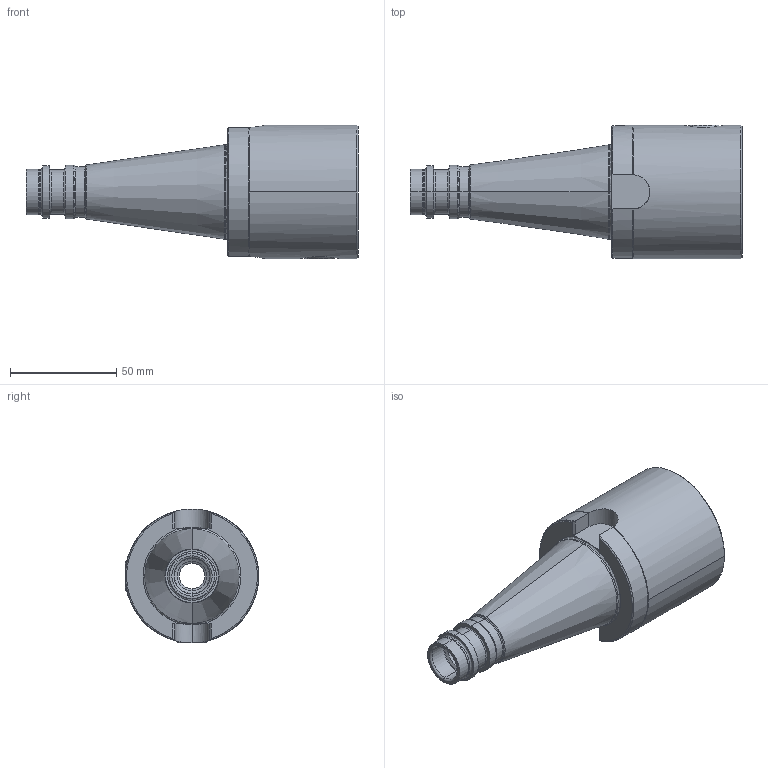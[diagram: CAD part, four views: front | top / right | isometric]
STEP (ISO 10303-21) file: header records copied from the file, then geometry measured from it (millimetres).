
FILE_DESCRIPTION (( 'STEP AP214' ), '1' );
FILE_NAME ('A54.400.063.063.STEP', '2017-02-14T07:48:01', ( 'SWIAdmin' ), ( 'Hewlett-Packard Company' ), 'SwSTEP 2.0', 'SolidWorks 2015', '' );
FILE_SCHEMA (( 'AUTOMOTIVE_DESIGN' ));
Length unit declared in the file: millimetre
Products named in the file (3): WH6-ER1.001.021; SZ4-WH6.K01.063_B; A54.400.063.063
Assembly tree (3 placements, depth 2):
  A54.400.063.063
    SZ4-WH6.K01.063_B
    WH6-ER1.001.021  x2
Bounding box: 156.4 x 63 x 63 mm (x, y, z)
Volume: 207873.5 mm3; surface area: 40045 mm2
Topology: 3 solids, 3 shells, 161 faces, 363 edges, 207 vertices
Faces by surface type: plane 47, cylinder 43, torus 36, cone 35
Entity records: 4412 total; most frequent: CARTESIAN_POINT 1207, DIRECTION 696, ORIENTED_EDGE 598, EDGE_CURVE 299, AXIS2_PLACEMENT_3D 293, VERTEX_POINT 172, CIRCLE 154, EDGE_LOOP 141
